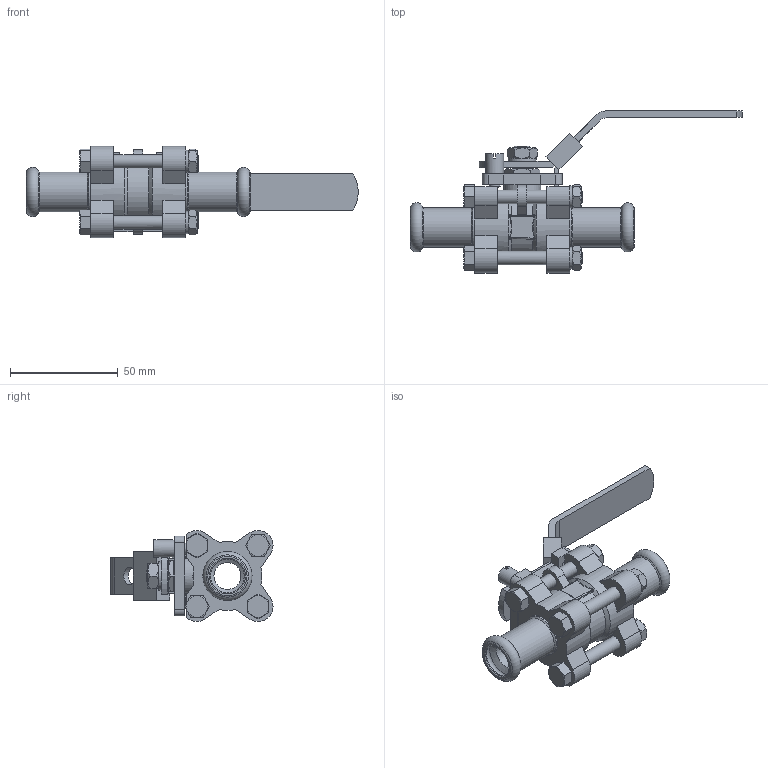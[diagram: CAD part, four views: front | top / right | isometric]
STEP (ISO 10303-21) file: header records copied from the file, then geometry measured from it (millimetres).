
FILE_DESCRIPTION(/* description */ ('Unknown'),/* implementation_level */ '2;1');
FILE_NAME(/* name */ 'P-641-DN10',/* time_stamp */ '2024-05-21T11:33:34+08:00',/* author */ ('Unknown'),/* organization */ ('Unknown'),/* preprocessor_version */ 'ST-DEVELOPER v16.7',/* originating_system */ 'DEX',/* authorisation */ $);
FILE_SCHEMA (('AUTOMOTIVE_DESIGN {1 0 10303 214 3 1 1}'));
Length unit declared in the file: millimetre
Products named in the file (2): P-641-DN10; V-3CSS DN10
Assembly tree (1 placements, depth 2):
  P-641-DN10
    V-3CSS DN10
Bounding box: 153.95 x 75.14 x 42.28 mm (x, y, z)
Volume: 72942.6 mm3; surface area: 35222.1 mm2
Topology: 1 solids, 1 shells, 423 faces, 1080 edges, 669 vertices
Faces by surface type: plane 208, cone 109, cylinder 84, bspline 14, torus 8
Full cylindrical faces by diameter (mm): 4.2 x3, 5 x1, 6.35 x8, 7 x10, 8 x1, 8.3 x1, 9 x1, 9.2 x1, 12.5 x1, 12.8 x1, 15.6 x2, 17.185 x1, 18.412 x2, 19.8 x2, 32 x2
Entity records: 12952 total; most frequent: CARTESIAN_POINT 3299, ORIENTED_EDGE 1998, DIRECTION 1889, EDGE_CURVE 999, AXIS2_PLACEMENT_3D 731, VERTEX_POINT 647, EDGE_LOOP 534, FACE_BOUND 534
